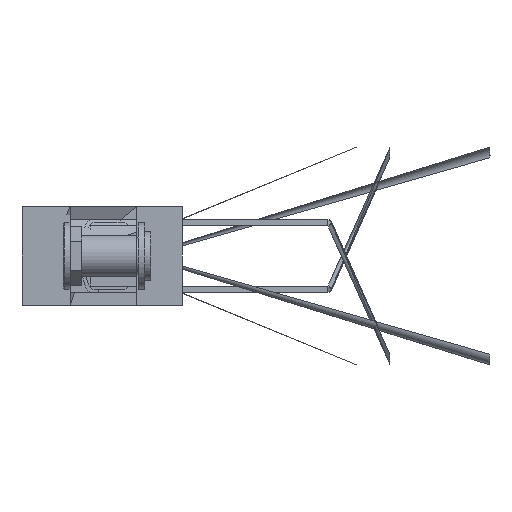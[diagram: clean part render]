
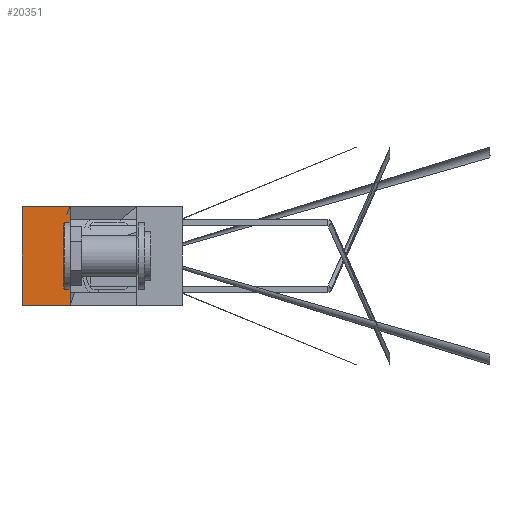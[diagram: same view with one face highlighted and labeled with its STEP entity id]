
A CAD part, left-side view. The second image highlights one B-rep face of the part: STEP entity #20351.
In plain terms, the highlighted planar face has unit normal (-1, 0, 0).
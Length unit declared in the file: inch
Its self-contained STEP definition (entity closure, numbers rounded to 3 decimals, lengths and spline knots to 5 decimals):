
#36 = VERTEX_POINT ( 'NONE', #28073 ) ;
#188 = LINE ( 'NONE', #27501, #12309 ) ;
#1502 = EDGE_CURVE ( 'NONE', #28315, #36, #13552, .T. ) ;
#2406 = DIRECTION ( 'NONE',  ( 1., 0., 0. ) ) ;
#2929 = CARTESIAN_POINT ( 'NONE',  ( 0.2625, 0.6, 0. ) ) ;
#3212 = LINE ( 'NONE', #9838, #11585 ) ;
#3329 = DIRECTION ( 'NONE',  ( 0., 0., -1. ) ) ;
#3481 = CARTESIAN_POINT ( 'NONE',  ( 0.2625, 0.42, 0. ) ) ;
#5547 = VERTEX_POINT ( 'NONE', #10085 ) ;
#9624 = PLANE ( 'NONE',  #10597 ) ;
#9838 = CARTESIAN_POINT ( 'NONE',  ( 0.2625, 0.42, 0. ) ) ;
#9960 = LINE ( 'NONE', #3481, #20955 ) ;
#10054 = ORIENTED_EDGE ( 'NONE', *, *, #28919, .T. ) ;
#10085 = CARTESIAN_POINT ( 'NONE',  ( 0.2625, 0.42, 0. ) ) ;
#10269 = DIRECTION ( 'NONE',  ( 0., 1., 0. ) ) ;
#10597 = AXIS2_PLACEMENT_3D ( 'NONE', #18632, #2406, #18332 ) ;
#11229 = DIRECTION ( 'NONE',  ( 0., 0., -1. ) ) ;
#11585 = VECTOR ( 'NONE', #10269, 39.37008 ) ;
#12309 = VECTOR ( 'NONE', #11229, 39.37008 ) ;
#13486 = EDGE_CURVE ( 'NONE', #5547, #28315, #9960, .T. ) ;
#13552 = LINE ( 'NONE', #28793, #25458 ) ;
#16474 = CARTESIAN_POINT ( 'NONE',  ( 0.2625, 0.42, -0.37 ) ) ;
#17426 = EDGE_CURVE ( 'NONE', #5547, #26644, #3212, .T. ) ;
#17839 = ORIENTED_EDGE ( 'NONE', *, *, #13486, .F. ) ;
#18332 = DIRECTION ( 'NONE',  ( 0., 0., -1. ) ) ;
#18632 = CARTESIAN_POINT ( 'NONE',  ( 0.2625, 0.42, 0. ) ) ;
#19104 = ORIENTED_EDGE ( 'NONE', *, *, #1502, .F. ) ;
#20351 = ADVANCED_FACE ( 'NONE', ( #20413 ), #9624, .F. ) ;
#20413 = FACE_OUTER_BOUND ( 'NONE', #26880, .T. ) ;
#20955 = VECTOR ( 'NONE', #3329, 39.37008 ) ;
#22270 = DIRECTION ( 'NONE',  ( 0., 1., 0. ) ) ;
#24367 = ORIENTED_EDGE ( 'NONE', *, *, #17426, .T. ) ;
#25458 = VECTOR ( 'NONE', #22270, 39.37008 ) ;
#26644 = VERTEX_POINT ( 'NONE', #2929 ) ;
#26880 = EDGE_LOOP ( 'NONE', ( #10054, #19104, #17839, #24367 ) ) ;
#27501 = CARTESIAN_POINT ( 'NONE',  ( 0.2625, 0.6, 0. ) ) ;
#28073 = CARTESIAN_POINT ( 'NONE',  ( 0.2625, 0.6, -0.37 ) ) ;
#28315 = VERTEX_POINT ( 'NONE', #16474 ) ;
#28793 = CARTESIAN_POINT ( 'NONE',  ( 0.2625, 0.42, -0.37 ) ) ;
#28919 = EDGE_CURVE ( 'NONE', #26644, #36, #188, .T. ) ;
